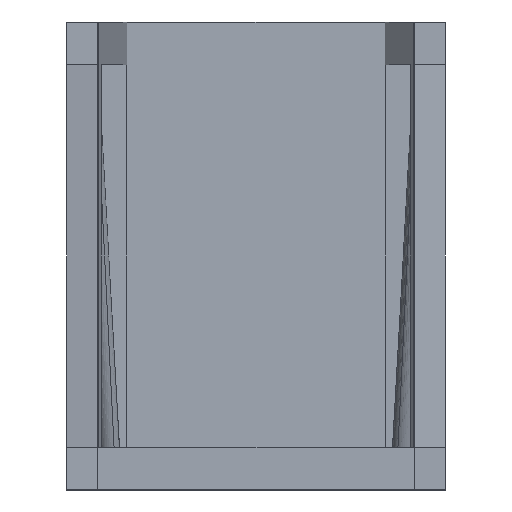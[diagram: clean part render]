
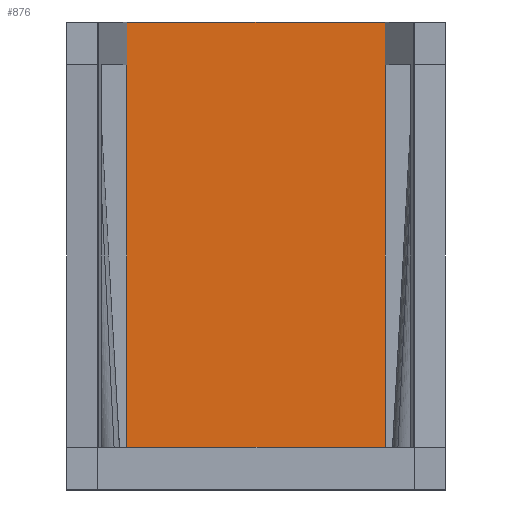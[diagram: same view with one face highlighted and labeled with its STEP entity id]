
A CAD part, front view. The second image highlights one B-rep face of the part: STEP entity #876.
In plain terms, the highlighted planar face has unit normal (0, -1, 0).
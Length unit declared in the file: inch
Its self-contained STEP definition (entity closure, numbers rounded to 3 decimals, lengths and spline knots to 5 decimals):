
#7 = ORIENTED_EDGE ( 'NONE', *, *, #3384, .T. ) ;
#37 = VERTEX_POINT ( 'NONE', #770 ) ;
#71 = CARTESIAN_POINT ( 'NONE',  ( 24.34742, 702., 8.03937 ) ) ;
#93 = ORIENTED_EDGE ( 'NONE', *, *, #1175, .T. ) ;
#142 = DIRECTION ( 'NONE',  ( 0., 0., 1. ) ) ;
#178 = DIRECTION ( 'NONE',  ( 0., 0., -1. ) ) ;
#215 = ORIENTED_EDGE ( 'NONE', *, *, #3333, .F. ) ;
#277 = VECTOR ( 'NONE', #178, 39.37008 ) ;
#290 = VERTEX_POINT ( 'NONE', #1865 ) ;
#324 = EDGE_CURVE ( 'NONE', #1497, #1608, #2725, .T. ) ;
#379 = VECTOR ( 'NONE', #4335, 39.37008 ) ;
#517 = LINE ( 'NONE', #1964, #3319 ) ;
#566 = CARTESIAN_POINT ( 'NONE',  ( -24.34742, 702., 8.03937 ) ) ;
#567 = LINE ( 'NONE', #2006, #3849 ) ;
#739 = VERTEX_POINT ( 'NONE', #1701 ) ;
#754 = CARTESIAN_POINT ( 'NONE',  ( 30.33916, 702., 0. ) ) ;
#770 = CARTESIAN_POINT ( 'NONE',  ( -30.33916, 702., -72. ) ) ;
#798 = LINE ( 'NONE', #2277, #2227 ) ;
#833 = DIRECTION ( 'NONE',  ( 0., 0., 1. ) ) ;
#844 = ORIENTED_EDGE ( 'NONE', *, *, #3395, .F. ) ;
#876 = ADVANCED_FACE ( 'NONE', ( #3282 ), #3639, .F. ) ;
#883 = VECTOR ( 'NONE', #833, 39.37008 ) ;
#941 = CARTESIAN_POINT ( 'NONE',  ( 0., 702., -72. ) ) ;
#1079 = VECTOR ( 'NONE', #3946, 39.37008 ) ;
#1149 = DIRECTION ( 'NONE',  ( 0., 0., -1. ) ) ;
#1175 = EDGE_CURVE ( 'NONE', #3929, #3613, #4526, .T. ) ;
#1195 = CARTESIAN_POINT ( 'NONE',  ( 24.34742, 702., 8. ) ) ;
#1364 = ORIENTED_EDGE ( 'NONE', *, *, #324, .F. ) ;
#1442 = LINE ( 'NONE', #1675, #379 ) ;
#1497 = VERTEX_POINT ( 'NONE', #1762 ) ;
#1536 = VECTOR ( 'NONE', #1149, 39.37008 ) ;
#1554 = ORIENTED_EDGE ( 'NONE', *, *, #2223, .T. ) ;
#1608 = VERTEX_POINT ( 'NONE', #1866 ) ;
#1619 = ORIENTED_EDGE ( 'NONE', *, *, #2760, .T. ) ;
#1675 = CARTESIAN_POINT ( 'NONE',  ( -24.34742, 702., -80. ) ) ;
#1682 = AXIS2_PLACEMENT_3D ( 'NONE', #4405, #4799, #142 ) ;
#1701 = CARTESIAN_POINT ( 'NONE',  ( 30.33916, 702., -72. ) ) ;
#1702 = VERTEX_POINT ( 'NONE', #3925 ) ;
#1707 = VERTEX_POINT ( 'NONE', #4683 ) ;
#1751 = EDGE_CURVE ( 'NONE', #739, #4339, #2896, .T. ) ;
#1762 = CARTESIAN_POINT ( 'NONE',  ( 24.34742, 702., -80.03937 ) ) ;
#1820 = EDGE_CURVE ( 'NONE', #3534, #290, #1943, .T. ) ;
#1865 = CARTESIAN_POINT ( 'NONE',  ( 24.34742, 702., 0. ) ) ;
#1866 = CARTESIAN_POINT ( 'NONE',  ( -24.34742, 702., -80.03937 ) ) ;
#1874 = VECTOR ( 'NONE', #3278, 39.37008 ) ;
#1885 = CARTESIAN_POINT ( 'NONE',  ( 24.34742, 702., -80.03937 ) ) ;
#1943 = LINE ( 'NONE', #2812, #277 ) ;
#1960 = CARTESIAN_POINT ( 'NONE',  ( -24.34742, 702., 8. ) ) ;
#1964 = CARTESIAN_POINT ( 'NONE',  ( 24.34742, 702., -80.03937 ) ) ;
#2006 = CARTESIAN_POINT ( 'NONE',  ( 24.34742, 702., 8.03937 ) ) ;
#2183 = DIRECTION ( 'NONE',  ( 0., 0., 1. ) ) ;
#2223 = EDGE_CURVE ( 'NONE', #1497, #1707, #517, .T. ) ;
#2227 = VECTOR ( 'NONE', #4573, 39.37008 ) ;
#2277 = CARTESIAN_POINT ( 'NONE',  ( 24.34742, 702., 8.03937 ) ) ;
#2320 = VECTOR ( 'NONE', #2659, 39.37008 ) ;
#2335 = DIRECTION ( 'NONE',  ( 0., 0., -1. ) ) ;
#2425 = DIRECTION ( 'NONE',  ( 0., 0., 1. ) ) ;
#2442 = CARTESIAN_POINT ( 'NONE',  ( 0., 702., 0. ) ) ;
#2464 = VECTOR ( 'NONE', #2183, 39.37008 ) ;
#2547 = EDGE_CURVE ( 'NONE', #1702, #3613, #3015, .T. ) ;
#2659 = DIRECTION ( 'NONE',  ( -1., 0., 0. ) ) ;
#2725 = LINE ( 'NONE', #1885, #2320 ) ;
#2760 = EDGE_CURVE ( 'NONE', #3085, #3929, #798, .T. ) ;
#2793 = VERTEX_POINT ( 'NONE', #3391 ) ;
#2809 = LINE ( 'NONE', #941, #1079 ) ;
#2812 = CARTESIAN_POINT ( 'NONE',  ( 24.34742, 702., 8. ) ) ;
#2827 = DIRECTION ( 'NONE',  ( 1., 0., 0. ) ) ;
#2865 = VECTOR ( 'NONE', #3827, 39.37008 ) ;
#2896 = LINE ( 'NONE', #4909, #883 ) ;
#2926 = CARTESIAN_POINT ( 'NONE',  ( 24.34742, 702., -80. ) ) ;
#2996 = EDGE_CURVE ( 'NONE', #3085, #3534, #567, .T. ) ;
#3010 = ORIENTED_EDGE ( 'NONE', *, *, #2996, .F. ) ;
#3015 = LINE ( 'NONE', #4408, #1874 ) ;
#3056 = DIRECTION ( 'NONE',  ( 0., 0., 1. ) ) ;
#3069 = VECTOR ( 'NONE', #2425, 39.37008 ) ;
#3085 = VERTEX_POINT ( 'NONE', #71 ) ;
#3157 = ORIENTED_EDGE ( 'NONE', *, *, #2547, .F. ) ;
#3278 = DIRECTION ( 'NONE',  ( 1., 0., 0. ) ) ;
#3282 = FACE_OUTER_BOUND ( 'NONE', #4631, .T. ) ;
#3310 = VECTOR ( 'NONE', #2827, 39.37008 ) ;
#3319 = VECTOR ( 'NONE', #3056, 39.37008 ) ;
#3333 = EDGE_CURVE ( 'NONE', #290, #4339, #4252, .T. ) ;
#3384 = EDGE_CURVE ( 'NONE', #3630, #739, #2809, .T. ) ;
#3391 = CARTESIAN_POINT ( 'NONE',  ( -24.34742, 702., -72. ) ) ;
#3395 = EDGE_CURVE ( 'NONE', #37, #1702, #4133, .T. ) ;
#3487 = EDGE_CURVE ( 'NONE', #1707, #3630, #4436, .T. ) ;
#3534 = VERTEX_POINT ( 'NONE', #1195 ) ;
#3589 = ORIENTED_EDGE ( 'NONE', *, *, #3647, .F. ) ;
#3611 = CARTESIAN_POINT ( 'NONE',  ( -30.33916, 702., -36. ) ) ;
#3613 = VERTEX_POINT ( 'NONE', #3942 ) ;
#3630 = VERTEX_POINT ( 'NONE', #3924 ) ;
#3639 = PLANE ( 'NONE',  #1682 ) ;
#3647 = EDGE_CURVE ( 'NONE', #1608, #2793, #1442, .T. ) ;
#3827 = DIRECTION ( 'NONE',  ( 1., 0., 0. ) ) ;
#3849 = VECTOR ( 'NONE', #2335, 39.37008 ) ;
#3851 = ORIENTED_EDGE ( 'NONE', *, *, #4241, .T. ) ;
#3896 = ORIENTED_EDGE ( 'NONE', *, *, #3487, .T. ) ;
#3924 = CARTESIAN_POINT ( 'NONE',  ( 24.34742, 702., -72. ) ) ;
#3925 = CARTESIAN_POINT ( 'NONE',  ( -30.33916, 702., 0. ) ) ;
#3929 = VERTEX_POINT ( 'NONE', #566 ) ;
#3942 = CARTESIAN_POINT ( 'NONE',  ( -24.34742, 702., 0. ) ) ;
#3946 = DIRECTION ( 'NONE',  ( 1., 0., 0. ) ) ;
#4133 = LINE ( 'NONE', #3611, #3069 ) ;
#4241 = EDGE_CURVE ( 'NONE', #37, #2793, #4800, .T. ) ;
#4252 = LINE ( 'NONE', #2442, #3310 ) ;
#4272 = ORIENTED_EDGE ( 'NONE', *, *, #1820, .F. ) ;
#4335 = DIRECTION ( 'NONE',  ( 0., 0., 1. ) ) ;
#4339 = VERTEX_POINT ( 'NONE', #754 ) ;
#4405 = CARTESIAN_POINT ( 'NONE',  ( 24.34742, 702., 8. ) ) ;
#4408 = CARTESIAN_POINT ( 'NONE',  ( 0., 702., 0. ) ) ;
#4436 = LINE ( 'NONE', #2926, #2464 ) ;
#4526 = LINE ( 'NONE', #1960, #1536 ) ;
#4573 = DIRECTION ( 'NONE',  ( -1., 0., 0. ) ) ;
#4631 = EDGE_LOOP ( 'NONE', ( #93, #3157, #844, #3851, #3589, #1364, #1554, #3896, #7, #4828, #215, #4272, #3010, #1619 ) ) ;
#4636 = CARTESIAN_POINT ( 'NONE',  ( 0., 702., -72. ) ) ;
#4683 = CARTESIAN_POINT ( 'NONE',  ( 24.34742, 702., -80. ) ) ;
#4799 = DIRECTION ( 'NONE',  ( 0., 1., 0. ) ) ;
#4800 = LINE ( 'NONE', #4636, #2865 ) ;
#4828 = ORIENTED_EDGE ( 'NONE', *, *, #1751, .T. ) ;
#4909 = CARTESIAN_POINT ( 'NONE',  ( 30.33916, 702., -36. ) ) ;
